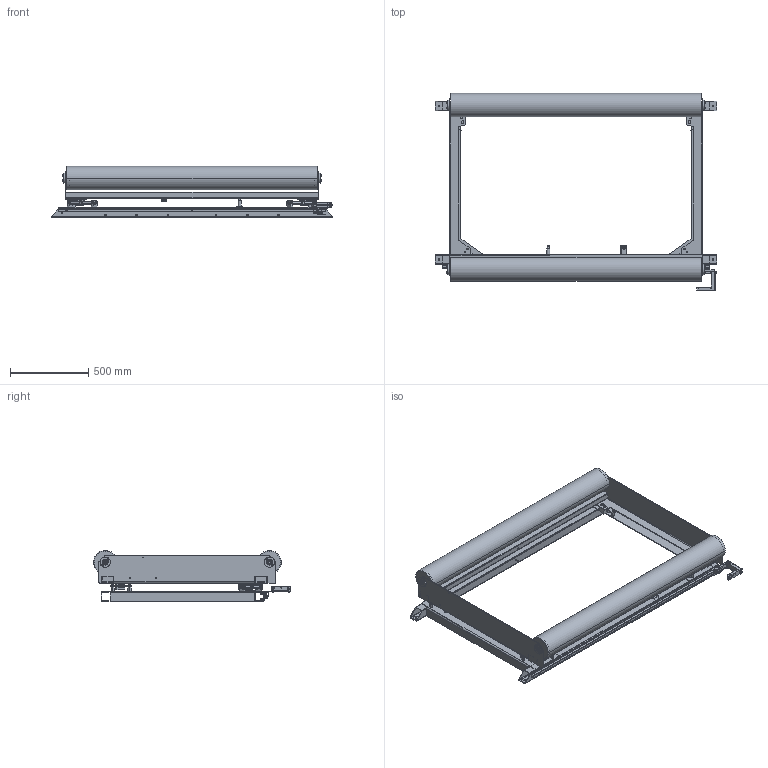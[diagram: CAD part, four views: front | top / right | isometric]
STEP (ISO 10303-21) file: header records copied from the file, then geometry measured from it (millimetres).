
FILE_DESCRIPTION((''),'2;1');
FILE_NAME('151004.1.stp','2015-10-06T10:47:02',(''),(''),'Mechanical Desktop 2009','Mechanical Desktop 2009',', , ');
FILE_SCHEMA(('CONFIG_CONTROL_DESIGN'));
Length unit declared in the file: millimetre
Products named in the file (140): K1510041; K1510042; K1510044A; K1510044; K1510045; K1510045A; K1510046; K1510046A; K1510047A; K1510047; K1309064; K1309064A; K0806235; K0806235AA; SCHWEISSBOLZEN_M6X16; SCHWEISSBOLZEN_M6X16A; U-SCHEIBE_10_5_35X2_5A; U-SCHEIBE_10_5_35X2_5; BLINDNIETMUTTER_M6_UT_FESG3_5; BLINDNIETMUTTER_M6_UT_FESG3_5A; K1510042|AVE_RENDER; K1510042|AVE_GLOBAL; K1510042|RM_SDB; K1510043; K1510051; K1510051A; K1510052; K1510052A; K1510048A; K1510048; K1510049A; K1510049; K1309065A; K1309065; K0806235A; 6KT-SCHRAUBE_M6X8A; 6KT-SCHRAUBE_M6X8; U-SCHEIBE_M6A; U-SCHEIBE_M6AA; K1510043|AVE_RENDER ...
Assembly tree (296 placements, depth 4):
  K1510041
    K1510042
      K1510044A
        K1510044
      K1510045
        K1510045A
      K1510046
        K1510046A
      K1510047A
        K1510047
      K1309064
        K1309064A
      K0806235
        K0806235AA
      SCHWEISSBOLZEN_M6X16
        SCHWEISSBOLZEN_M6X16A
      U-SCHEIBE_10_5_35X2_5A  x4
        U-SCHEIBE_10_5_35X2_5
      BLINDNIETMUTTER_M6_UT_FESG3_5  x15
        BLINDNIETMUTTER_M6_UT_FESG3_5A
      K1510042|AVE_RENDER  x8
      K1510042|AVE_GLOBAL
      K1510042|RM_SDB  x3
    K1510043
      K1510051
        K1510051A
      K1510052
        K1510052A
      K1510048A
        K1510048
      K1510049A
        K1510049
      K1309065A
        K1309065
      K0806235A
        K0806235AA
      6KT-SCHRAUBE_M6X8A
        6KT-SCHRAUBE_M6X8
      U-SCHEIBE_M6A
        U-SCHEIBE_M6AA
      K1510043|AVE_RENDER  x8
      K1510043|AVE_GLOBAL
      K1510043|RM_SDB  x3
    K0605198  x4
      K0605198A
    WELLE_D16H6X210_ROSTFREIA  x2
      WELLE_D16H6X210_ROSTFREI
    I-6KT_SCHRAUBE_M6X40A  x8
      I-6KT_SCHRAUBE_M6X40
    K0605201  x2
      K0605201A
    K0605202A  x4
      K0605202
    6KT-SCHRAUBE_M8X45A  x4
      6KT-SCHRAUBE_M8X45
    U-SCHEIBE_M8  x8
      U-SCHEIBE_M8A
    K0605203A  x2
      K0605203
    KUGEL_ZU_GLEITLAGERBOCK_D16DUA  x2
Bounding box: 1800 x 1259.5 x 327.5 mm (x, y, z)
Volume: 21909326.4 mm3; surface area: 8375208.3 mm2
Topology: 164 solids, 165 shells, 2798 faces, 6691 edges, 4321 vertices
Faces by surface type: plane 1315, cylinder 1039, cone 282, torus 104, bspline 48, sphere 10
Entity records: 47963 total; most frequent: CARTESIAN_POINT 8804, DIRECTION 8225, ORIENTED_EDGE 7280, EDGE_CURVE 3640, AXIS2_PLACEMENT_3D 2912, VECTOR 2401, LINE 2401, VERTEX_POINT 2376
